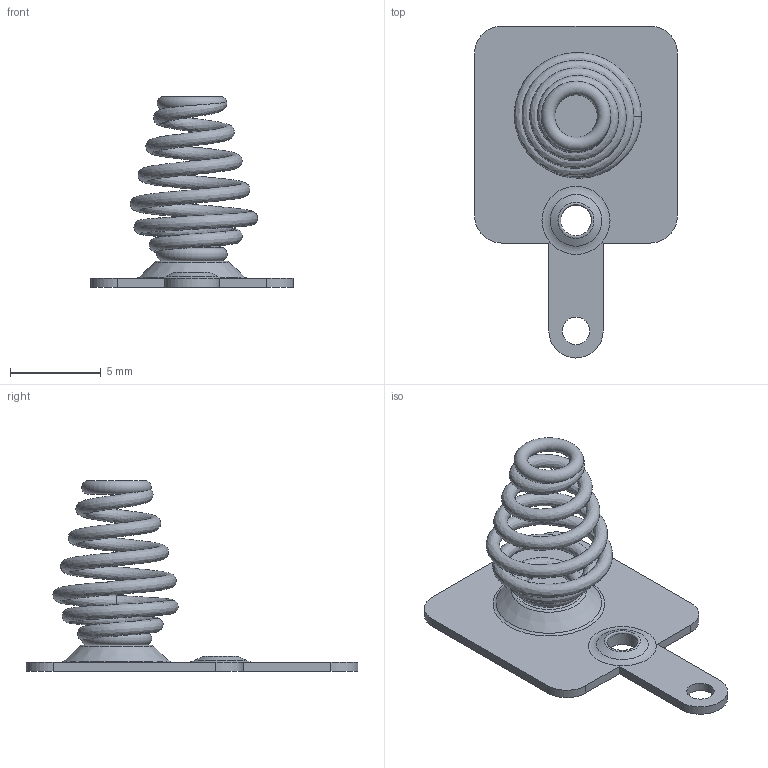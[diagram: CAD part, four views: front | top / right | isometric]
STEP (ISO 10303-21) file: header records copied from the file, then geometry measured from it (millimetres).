
FILE_DESCRIPTION(/* description */ (''),/* implementation_level */ '2;1');
FILE_NAME(/* name */ 'keystone_anode_5201.step',/* time_stamp */ '2025-10-09T01:06:21+02:00',/* author */ (''),/* organization */ (''),/* preprocessor_version */ 'ST-DEVELOPER v20.1',/* originating_system */ 'Autodesk Translation Framework v14.17.0.0',/* authorisation */ '');
FILE_SCHEMA (('AUTOMOTIVE_DESIGN { 1 0 10303 214 3 1 1 }'));
Length unit declared in the file: millimetre
Products named in the file (4): keystone_anode_5201; keystone_anode_5201_1; keystone_cathode_5223 v9; keystone_cathode_5223
Assembly tree (3 placements, depth 4):
  keystone_anode_5201
    keystone_anode_5201_1
      keystone_cathode_5223 v9
        keystone_cathode_5223
Bounding box: 11.2 x 18.34 x 10.55 mm (x, y, z)
Volume: 125 mm3; surface area: 592.4 mm2
Topology: 3 solids, 3 shells, 34 faces, 82 edges, 53 vertices
Faces by surface type: plane 14, torus 7, cylinder 7, cone 3, bspline 3
Full cylindrical faces by diameter (mm): 1.52 x1, 1.7 x1
Entity records: 1973 total; most frequent: CARTESIAN_POINT 1050, DIRECTION 197, ORIENTED_EDGE 164, AXIS2_PLACEMENT_3D 83, EDGE_CURVE 82, VERTEX_POINT 53, CIRCLE 45, EDGE_LOOP 41
